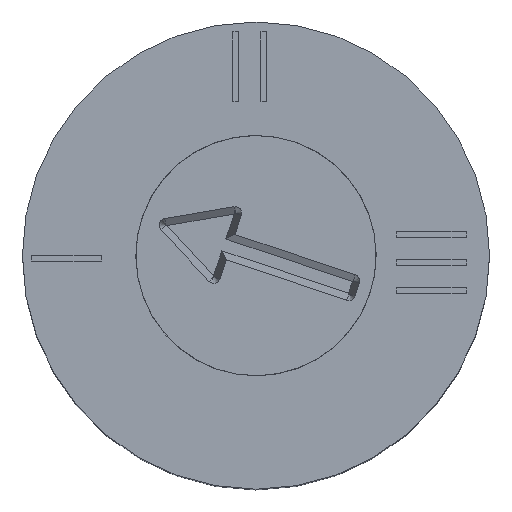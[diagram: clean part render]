
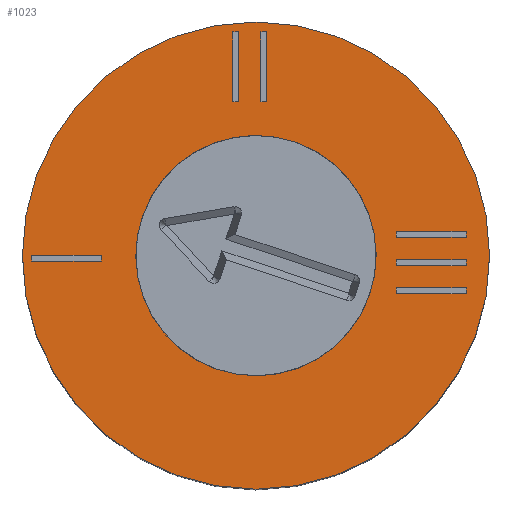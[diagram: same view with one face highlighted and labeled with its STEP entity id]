
A CAD part, top view. The second image highlights one B-rep face of the part: STEP entity #1023.
In plain terms, the highlighted planar face has unit normal (0, 0, 1).
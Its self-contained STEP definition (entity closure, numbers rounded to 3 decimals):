
#39=FACE_BOUND('',#194,.T.);
#40=FACE_BOUND('',#195,.T.);
#41=FACE_BOUND('',#196,.T.);
#42=FACE_BOUND('',#197,.T.);
#43=FACE_BOUND('',#198,.T.);
#44=FACE_BOUND('',#199,.T.);
#45=FACE_BOUND('',#200,.T.);
#80=PLANE('',#1152);
#131=FACE_OUTER_BOUND('',#193,.T.);
#193=EDGE_LOOP('',(#856));
#194=EDGE_LOOP('',(#857,#858,#859,#860));
#195=EDGE_LOOP('',(#861,#862,#863,#864));
#196=EDGE_LOOP('',(#865,#866,#867,#868));
#197=EDGE_LOOP('',(#869,#870,#871,#872));
#198=EDGE_LOOP('',(#873,#874,#875,#876));
#199=EDGE_LOOP('',(#877,#878,#879,#880));
#200=EDGE_LOOP('',(#881));
#229=LINE('',#1507,#341);
#232=LINE('',#1513,#344);
#235=LINE('',#1519,#347);
#238=LINE('',#1523,#350);
#241=LINE('',#1532,#353);
#244=LINE('',#1538,#356);
#247=LINE('',#1544,#359);
#250=LINE('',#1548,#362);
#253=LINE('',#1557,#365);
#256=LINE('',#1563,#368);
#259=LINE('',#1569,#371);
#262=LINE('',#1573,#374);
#265=LINE('',#1582,#377);
#268=LINE('',#1588,#380);
#271=LINE('',#1594,#383);
#274=LINE('',#1598,#386);
#277=LINE('',#1607,#389);
#280=LINE('',#1613,#392);
#283=LINE('',#1619,#395);
#286=LINE('',#1623,#398);
#289=LINE('',#1632,#401);
#292=LINE('',#1638,#404);
#295=LINE('',#1644,#407);
#298=LINE('',#1648,#410);
#341=VECTOR('',#1223,10.);
#344=VECTOR('',#1228,10.);
#347=VECTOR('',#1233,10.);
#350=VECTOR('',#1238,10.);
#353=VECTOR('',#1245,10.);
#356=VECTOR('',#1250,10.);
#359=VECTOR('',#1255,10.);
#362=VECTOR('',#1260,10.);
#365=VECTOR('',#1267,10.);
#368=VECTOR('',#1272,10.);
#371=VECTOR('',#1277,10.);
#374=VECTOR('',#1282,10.);
#377=VECTOR('',#1289,10.);
#380=VECTOR('',#1294,10.);
#383=VECTOR('',#1299,10.);
#386=VECTOR('',#1304,10.);
#389=VECTOR('',#1311,10.);
#392=VECTOR('',#1316,10.);
#395=VECTOR('',#1321,10.);
#398=VECTOR('',#1326,10.);
#401=VECTOR('',#1333,10.);
#404=VECTOR('',#1338,10.);
#407=VECTOR('',#1343,10.);
#410=VECTOR('',#1348,10.);
#454=CIRCLE('',#1144,0.9);
#458=CIRCLE('',#1151,1.75);
#480=VERTEX_POINT('',#1504);
#481=VERTEX_POINT('',#1506);
#483=VERTEX_POINT('',#1512);
#485=VERTEX_POINT('',#1518);
#488=VERTEX_POINT('',#1529);
#489=VERTEX_POINT('',#1531);
#491=VERTEX_POINT('',#1537);
#493=VERTEX_POINT('',#1543);
#496=VERTEX_POINT('',#1554);
#497=VERTEX_POINT('',#1556);
#499=VERTEX_POINT('',#1562);
#501=VERTEX_POINT('',#1568);
#504=VERTEX_POINT('',#1579);
#505=VERTEX_POINT('',#1581);
#507=VERTEX_POINT('',#1587);
#509=VERTEX_POINT('',#1593);
#512=VERTEX_POINT('',#1604);
#513=VERTEX_POINT('',#1606);
#515=VERTEX_POINT('',#1612);
#517=VERTEX_POINT('',#1618);
#520=VERTEX_POINT('',#1629);
#521=VERTEX_POINT('',#1631);
#523=VERTEX_POINT('',#1637);
#525=VERTEX_POINT('',#1643);
#526=VERTEX_POINT('',#1651);
#530=VERTEX_POINT('',#1664);
#575=EDGE_CURVE('',#481,#480,#229,.T.);
#578=EDGE_CURVE('',#483,#481,#232,.T.);
#581=EDGE_CURVE('',#485,#483,#235,.T.);
#584=EDGE_CURVE('',#480,#485,#238,.T.);
#587=EDGE_CURVE('',#489,#488,#241,.T.);
#590=EDGE_CURVE('',#491,#489,#244,.T.);
#593=EDGE_CURVE('',#493,#491,#247,.T.);
#596=EDGE_CURVE('',#488,#493,#250,.T.);
#599=EDGE_CURVE('',#497,#496,#253,.T.);
#602=EDGE_CURVE('',#499,#497,#256,.T.);
#605=EDGE_CURVE('',#501,#499,#259,.T.);
#608=EDGE_CURVE('',#496,#501,#262,.T.);
#611=EDGE_CURVE('',#505,#504,#265,.T.);
#614=EDGE_CURVE('',#507,#505,#268,.T.);
#617=EDGE_CURVE('',#509,#507,#271,.T.);
#620=EDGE_CURVE('',#504,#509,#274,.T.);
#623=EDGE_CURVE('',#513,#512,#277,.T.);
#626=EDGE_CURVE('',#515,#513,#280,.T.);
#629=EDGE_CURVE('',#517,#515,#283,.T.);
#632=EDGE_CURVE('',#512,#517,#286,.T.);
#635=EDGE_CURVE('',#521,#520,#289,.T.);
#638=EDGE_CURVE('',#523,#521,#292,.T.);
#641=EDGE_CURVE('',#525,#523,#295,.T.);
#644=EDGE_CURVE('',#520,#525,#298,.T.);
#645=EDGE_CURVE('',#526,#526,#454,.T.);
#651=EDGE_CURVE('',#530,#530,#458,.T.);
#856=ORIENTED_EDGE('',*,*,#651,.F.);
#857=ORIENTED_EDGE('',*,*,#575,.T.);
#858=ORIENTED_EDGE('',*,*,#584,.T.);
#859=ORIENTED_EDGE('',*,*,#581,.T.);
#860=ORIENTED_EDGE('',*,*,#578,.T.);
#861=ORIENTED_EDGE('',*,*,#587,.T.);
#862=ORIENTED_EDGE('',*,*,#596,.T.);
#863=ORIENTED_EDGE('',*,*,#593,.T.);
#864=ORIENTED_EDGE('',*,*,#590,.T.);
#865=ORIENTED_EDGE('',*,*,#599,.T.);
#866=ORIENTED_EDGE('',*,*,#608,.T.);
#867=ORIENTED_EDGE('',*,*,#605,.T.);
#868=ORIENTED_EDGE('',*,*,#602,.T.);
#869=ORIENTED_EDGE('',*,*,#611,.T.);
#870=ORIENTED_EDGE('',*,*,#620,.T.);
#871=ORIENTED_EDGE('',*,*,#617,.T.);
#872=ORIENTED_EDGE('',*,*,#614,.T.);
#873=ORIENTED_EDGE('',*,*,#623,.T.);
#874=ORIENTED_EDGE('',*,*,#632,.T.);
#875=ORIENTED_EDGE('',*,*,#629,.T.);
#876=ORIENTED_EDGE('',*,*,#626,.T.);
#877=ORIENTED_EDGE('',*,*,#635,.T.);
#878=ORIENTED_EDGE('',*,*,#644,.T.);
#879=ORIENTED_EDGE('',*,*,#641,.T.);
#880=ORIENTED_EDGE('',*,*,#638,.T.);
#881=ORIENTED_EDGE('',*,*,#645,.T.);
#1023=ADVANCED_FACE('',(#131,#39,#40,#41,#42,#43,#44,#45),#80,.F.);
#1144=AXIS2_PLACEMENT_3D('',#1652,#1353,#1354);
#1151=AXIS2_PLACEMENT_3D('',#1665,#1369,#1370);
#1152=AXIS2_PLACEMENT_3D('',#1667,#1372,#1373);
#1223=DIRECTION('',(1.,0.,0.));
#1228=DIRECTION('',(0.,1.,0.));
#1233=DIRECTION('',(-1.,0.,0.));
#1238=DIRECTION('',(0.,-1.,0.));
#1245=DIRECTION('',(1.,0.,0.));
#1250=DIRECTION('',(0.,1.,0.));
#1255=DIRECTION('',(-1.,0.,0.));
#1260=DIRECTION('',(0.,-1.,0.));
#1267=DIRECTION('',(1.,0.,0.));
#1272=DIRECTION('',(0.,1.,0.));
#1277=DIRECTION('',(-1.,0.,0.));
#1282=DIRECTION('',(0.,-1.,0.));
#1289=DIRECTION('',(0.,-1.,0.));
#1294=DIRECTION('',(1.,0.,0.));
#1299=DIRECTION('',(0.,1.,0.));
#1304=DIRECTION('',(-1.,0.,0.));
#1311=DIRECTION('',(0.,-1.,0.));
#1316=DIRECTION('',(1.,0.,0.));
#1321=DIRECTION('',(0.,1.,0.));
#1326=DIRECTION('',(-1.,0.,0.));
#1333=DIRECTION('',(1.,0.,0.));
#1338=DIRECTION('',(0.,1.,0.));
#1343=DIRECTION('',(-1.,0.,0.));
#1348=DIRECTION('',(0.,-1.,0.));
#1353=DIRECTION('center_axis',(0.,0.,-1.));
#1354=DIRECTION('ref_axis',(1.,0.,0.));
#1369=DIRECTION('center_axis',(0.,0.,-1.));
#1370=DIRECTION('ref_axis',(-1.,0.,0.));
#1372=DIRECTION('center_axis',(0.,0.,-1.));
#1373=DIRECTION('ref_axis',(-1.,0.,0.));
#1504=CARTESIAN_POINT('',(1.575,0.181,5.));
#1506=CARTESIAN_POINT('',(1.051,0.181,5.));
#1507=CARTESIAN_POINT('',(0.787,0.181,5.));
#1512=CARTESIAN_POINT('',(1.051,0.136,5.));
#1513=CARTESIAN_POINT('',(1.051,0.09,5.));
#1518=CARTESIAN_POINT('',(1.575,0.136,5.));
#1519=CARTESIAN_POINT('',(0.526,0.136,5.));
#1523=CARTESIAN_POINT('',(1.575,0.068,5.));
#1529=CARTESIAN_POINT('',(1.575,-0.03,5.));
#1531=CARTESIAN_POINT('',(1.051,-0.03,5.));
#1532=CARTESIAN_POINT('',(0.787,-0.03,5.));
#1537=CARTESIAN_POINT('',(1.051,-0.074,5.));
#1538=CARTESIAN_POINT('',(1.051,-0.015,5.));
#1543=CARTESIAN_POINT('',(1.575,-0.074,5.));
#1544=CARTESIAN_POINT('',(0.526,-0.074,5.));
#1548=CARTESIAN_POINT('',(1.575,-0.037,5.));
#1554=CARTESIAN_POINT('',(1.575,-0.24,5.));
#1556=CARTESIAN_POINT('',(1.051,-0.24,5.));
#1557=CARTESIAN_POINT('',(0.787,-0.24,5.));
#1562=CARTESIAN_POINT('',(1.051,-0.285,5.));
#1563=CARTESIAN_POINT('',(1.051,-0.12,5.));
#1568=CARTESIAN_POINT('',(1.575,-0.285,5.));
#1569=CARTESIAN_POINT('',(0.526,-0.285,5.));
#1573=CARTESIAN_POINT('',(1.575,-0.142,5.));
#1579=CARTESIAN_POINT('',(0.081,1.153,5.));
#1581=CARTESIAN_POINT('',(0.081,1.676,5.));
#1582=CARTESIAN_POINT('',(0.081,0.576,5.));
#1587=CARTESIAN_POINT('',(0.036,1.676,5.));
#1588=CARTESIAN_POINT('',(0.04,1.676,5.));
#1593=CARTESIAN_POINT('',(0.036,1.153,5.));
#1594=CARTESIAN_POINT('',(0.036,0.838,5.));
#1598=CARTESIAN_POINT('',(0.018,1.153,5.));
#1604=CARTESIAN_POINT('',(-0.129,1.153,5.));
#1606=CARTESIAN_POINT('',(-0.129,1.676,5.));
#1607=CARTESIAN_POINT('',(-0.129,0.576,5.));
#1612=CARTESIAN_POINT('',(-0.174,1.676,5.));
#1613=CARTESIAN_POINT('',(-0.065,1.676,5.));
#1618=CARTESIAN_POINT('',(-0.174,1.153,5.));
#1619=CARTESIAN_POINT('',(-0.174,0.838,5.));
#1623=CARTESIAN_POINT('',(-0.087,1.153,5.));
#1629=CARTESIAN_POINT('',(-1.159,0.004,5.));
#1631=CARTESIAN_POINT('',(-1.682,0.004,5.));
#1632=CARTESIAN_POINT('',(-0.579,0.004,5.));
#1637=CARTESIAN_POINT('',(-1.682,-0.041,5.));
#1638=CARTESIAN_POINT('',(-1.682,0.002,5.));
#1643=CARTESIAN_POINT('',(-1.159,-0.041,5.));
#1644=CARTESIAN_POINT('',(-0.841,-0.041,5.));
#1648=CARTESIAN_POINT('',(-1.159,-0.02,5.));
#1651=CARTESIAN_POINT('',(-0.9,0.,5.));
#1652=CARTESIAN_POINT('Origin',(0.,0.,5.));
#1664=CARTESIAN_POINT('',(1.75,0.,5.));
#1665=CARTESIAN_POINT('Origin',(0.,0.,5.));
#1667=CARTESIAN_POINT('Origin',(0.,0.,5.));
